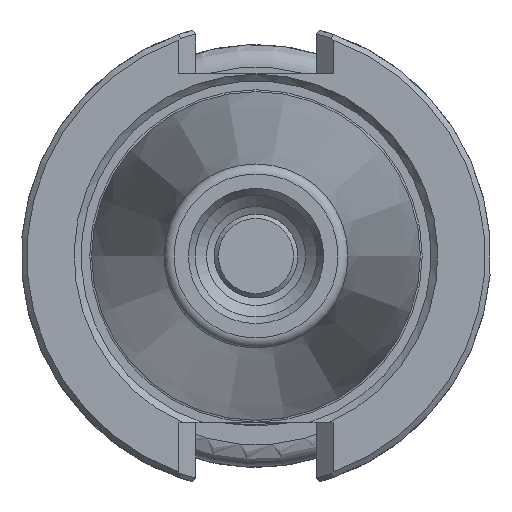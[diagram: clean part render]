
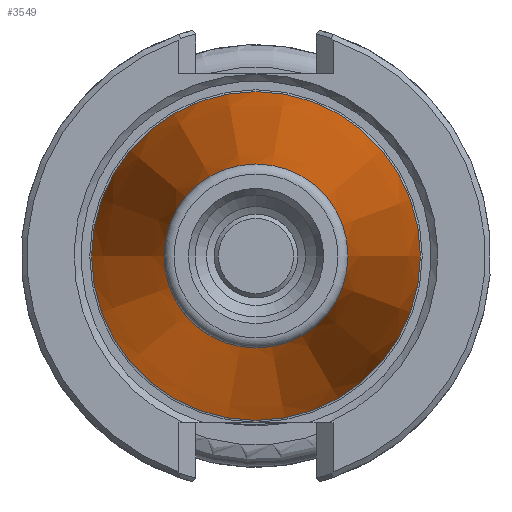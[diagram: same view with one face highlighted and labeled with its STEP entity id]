
A CAD part, left-side view. The second image highlights one B-rep face of the part: STEP entity #3549.
In plain terms, the highlighted conical face has half-angle 8.297 degrees and reference radius 17.248 mm.
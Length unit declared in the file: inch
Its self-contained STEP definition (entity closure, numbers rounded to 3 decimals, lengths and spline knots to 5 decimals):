
#3383=CARTESIAN_POINT('',(0.0,0.875,0.0));
#3384=VERTEX_POINT('',#3383);
#3385=CARTESIAN_POINT('',(0.0,0.0,0.0));
#3386=DIRECTION('',(1.0,0.,0.0));
#3387=DIRECTION('',(0.,1.0,0.0));
#3388=AXIS2_PLACEMENT_3D('',#3385,#3386,#3387);
#3389=CIRCLE('',#3388,0.875);
#3390=EDGE_CURVE('',#3384,#3384,#3389,.T.);
#3514=CARTESIAN_POINT('',(-2.64129,0.48982,0.));
#3515=VERTEX_POINT('',#3514);
#3516=CARTESIAN_POINT('',(-2.64129,0.,0.));
#3517=DIRECTION('',(-1.0,0.0,0.0));
#3518=DIRECTION('',(0.0,-1.0,0.0));
#3519=AXIS2_PLACEMENT_3D('',#3516,#3517,#3518);
#3520=CIRCLE('',#3519,0.48982);
#3521=EDGE_CURVE('',#3515,#3515,#3520,.T.);
#3538=CARTESIAN_POINT('',(-1.34375,0.0,0.0));
#3539=DIRECTION('',(1.0,0.0,0.0));
#3540=DIRECTION('',(0.,1.0,0.0));
#3541=AXIS2_PLACEMENT_3D('',#3538,#3539,#3540);
#3542=CONICAL_SURFACE('',#3541,0.67904,8.297);
#3543=ORIENTED_EDGE('',*,*,#3390,.F.);
#3544=EDGE_LOOP('',(#3543));
#3545=FACE_OUTER_BOUND('',#3544,.T.);
#3546=ORIENTED_EDGE('',*,*,#3521,.F.);
#3547=EDGE_LOOP('',(#3546));
#3548=FACE_BOUND('',#3547,.T.);
#3549=ADVANCED_FACE('',(#3545,#3548),#3542,.T.);
